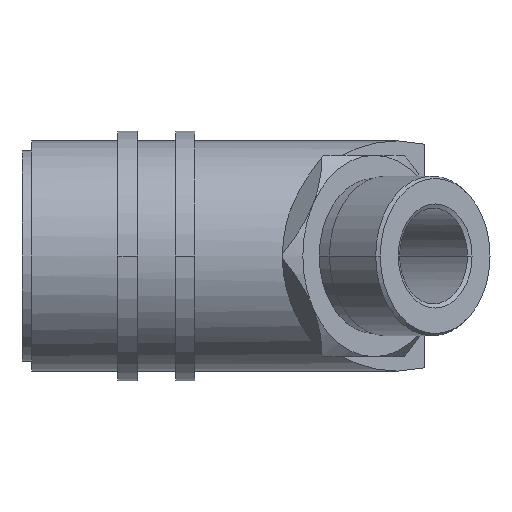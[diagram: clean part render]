
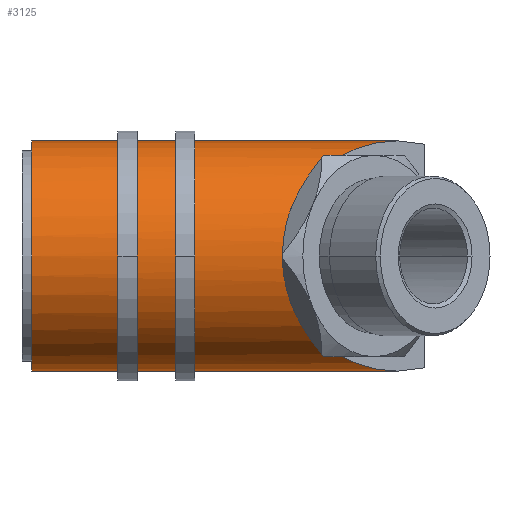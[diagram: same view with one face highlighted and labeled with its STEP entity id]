
A CAD part, front view. The second image highlights one B-rep face of the part: STEP entity #3125.
In plain terms, the highlighted cylindrical face has radius 12 mm (diameter 24 mm), a partial arc.
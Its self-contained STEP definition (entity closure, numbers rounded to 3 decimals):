
#18 = CIRCLE ( 'NONE', #3149, 12. ) ;
#140 = CARTESIAN_POINT ( 'NONE',  ( 36.911, -2.24, 12. ) ) ;
#183 = CARTESIAN_POINT ( 'NONE',  ( 34.756, -4.395, 11.389 ) ) ;
#235 = CARTESIAN_POINT ( 'NONE',  ( 32.849, -6.302, -10.212 ) ) ;
#474 = DIRECTION ( 'NONE',  ( 0., 0., 1. ) ) ;
#513 = EDGE_CURVE ( 'NONE', #7163, #2230, #2623, .T. ) ;
#615 = VECTOR ( 'NONE', #3366, 1000. ) ;
#1088 = CARTESIAN_POINT ( 'NONE',  ( 29.226, -9.925, -7.976 ) ) ;
#1222 =( BOUNDED_CURVE ( )  B_SPLINE_CURVE ( 3, ( #3282, #5378, #2584, #7569 ),
 .UNSPECIFIED., .F., .T. ) 
 B_SPLINE_CURVE_WITH_KNOTS ( ( 4, 4 ),
 ( 0., 1.018 ),
 .UNSPECIFIED. ) 
 CURVE ( )  GEOMETRIC_REPRESENTATION_ITEM ( )  RATIONAL_B_SPLINE_CURVE ( ( 1., 0.915, 0.915, 1. ) ) 
 REPRESENTATION_ITEM ( '' )  );
#1761 = CARTESIAN_POINT ( 'NONE',  ( 36.911, -2.24, -12. ) ) ;
#1917 = CARTESIAN_POINT ( 'NONE',  ( 1., 0., 0. ) ) ;
#1926 = EDGE_CURVE ( 'NONE', #4423, #8939, #5618, .T. ) ;
#2060 = EDGE_CURVE ( 'NONE', #2230, #4004, #18, .T. ) ;
#2230 = VERTEX_POINT ( 'NONE', #4324 ) ;
#2425 = ORIENTED_EDGE ( 'NONE', *, *, #8877, .T. ) ;
#2503 = ORIENTED_EDGE ( 'NONE', *, *, #3135, .T. ) ;
#2584 = CARTESIAN_POINT ( 'NONE',  ( 29.226, -9.925, 7.976 ) ) ;
#2589 = CARTESIAN_POINT ( 'NONE',  ( 1., 0., 12. ) ) ;
#2623 = LINE ( 'NONE', #2807, #615 ) ;
#2807 = CARTESIAN_POINT ( 'NONE',  ( 0., 0., -12. ) ) ;
#2928 = CARTESIAN_POINT ( 'NONE',  ( 32.849, -6.302, 10.212 ) ) ;
#2974 = CARTESIAN_POINT ( 'NONE',  ( 39.151, 0., 12. ) ) ;
#3057 = CARTESIAN_POINT ( 'NONE',  ( 39.151, 0., -12. ) ) ;
#3125 = ADVANCED_FACE ( 'NONE', ( #8925 ), #5297, .T. ) ;
#3135 = EDGE_CURVE ( 'NONE', #7163, #4423, #6685, .T. ) ;
#3149 = AXIS2_PLACEMENT_3D ( 'NONE', #1917, #7031, #474 ) ;
#3196 = CARTESIAN_POINT ( 'NONE',  ( 32.849, -6.302, -10.212 ) ) ;
#3282 = CARTESIAN_POINT ( 'NONE',  ( 27.151, -12., 0. ) ) ;
#3366 = DIRECTION ( 'NONE',  ( -1., 0., 0. ) ) ;
#3371 = ORIENTED_EDGE ( 'NONE', *, *, #6549, .T. ) ;
#3558 = DIRECTION ( 'NONE',  ( -1., 0., 0. ) ) ;
#4004 = VERTEX_POINT ( 'NONE', #2589 ) ;
#4324 = CARTESIAN_POINT ( 'NONE',  ( 1., 0., -12. ) ) ;
#4423 = VERTEX_POINT ( 'NONE', #235 ) ;
#4704 = CARTESIAN_POINT ( 'NONE',  ( 27.151, -12., -4.258 ) ) ;
#5297 = CYLINDRICAL_SURFACE ( 'NONE', #7657, 12. ) ;
#5378 = CARTESIAN_POINT ( 'NONE',  ( 27.151, -12., 4.258 ) ) ;
#5432 = CARTESIAN_POINT ( 'NONE',  ( 0., 0., 12. ) ) ;
#5471 = DIRECTION ( 'NONE',  ( 0., 0., 1. ) ) ;
#5588 = CARTESIAN_POINT ( 'NONE',  ( 32.849, -6.302, 10.212 ) ) ;
#5618 =( BOUNDED_CURVE ( )  B_SPLINE_CURVE ( 3, ( #8070, #1088, #4704, #6062 ),
 .UNSPECIFIED., .F., .T. ) 
 B_SPLINE_CURVE_WITH_KNOTS ( ( 4, 4 ),
 ( 5.265, 6.283 ),
 .UNSPECIFIED. ) 
 CURVE ( )  GEOMETRIC_REPRESENTATION_ITEM ( )  RATIONAL_B_SPLINE_CURVE ( ( 1., 0.915, 0.915, 1. ) ) 
 REPRESENTATION_ITEM ( '' )  );
#5682 = CARTESIAN_POINT ( 'NONE',  ( 39.151, 0., 12. ) ) ;
#5995 = CARTESIAN_POINT ( 'NONE',  ( 34.756, -4.395, -11.389 ) ) ;
#6062 = CARTESIAN_POINT ( 'NONE',  ( 27.151, -12., 0. ) ) ;
#6131 = LINE ( 'NONE', #5432, #8101 ) ;
#6399 = VERTEX_POINT ( 'NONE', #5588 ) ;
#6416 = ORIENTED_EDGE ( 'NONE', *, *, #513, .F. ) ;
#6549 = EDGE_CURVE ( 'NONE', #6399, #7925, #8580, .T. ) ;
#6584 = CARTESIAN_POINT ( 'NONE',  ( 27.151, -12., 0. ) ) ;
#6619 = EDGE_LOOP ( 'NONE', ( #6416, #2503, #7910, #7968, #3371, #2425, #7878 ) ) ;
#6685 =( BOUNDED_CURVE ( )  B_SPLINE_CURVE ( 3, ( #6783, #1761, #5995, #3196 ),
 .UNSPECIFIED., .F., .T. ) 
 B_SPLINE_CURVE_WITH_KNOTS ( ( 4, 4 ),
 ( 4.712, 5.265 ),
 .UNSPECIFIED. ) 
 CURVE ( )  GEOMETRIC_REPRESENTATION_ITEM ( )  RATIONAL_B_SPLINE_CURVE ( ( 1., 0.975, 0.975, 1. ) ) 
 REPRESENTATION_ITEM ( '' )  );
#6783 = CARTESIAN_POINT ( 'NONE',  ( 39.151, 0., -12. ) ) ;
#7031 = DIRECTION ( 'NONE',  ( -1., 0., 0. ) ) ;
#7163 = VERTEX_POINT ( 'NONE', #3057 ) ;
#7569 = CARTESIAN_POINT ( 'NONE',  ( 32.849, -6.302, 10.212 ) ) ;
#7657 = AXIS2_PLACEMENT_3D ( 'NONE', #8233, #8965, #5471 ) ;
#7878 = ORIENTED_EDGE ( 'NONE', *, *, #2060, .F. ) ;
#7910 = ORIENTED_EDGE ( 'NONE', *, *, #1926, .T. ) ;
#7925 = VERTEX_POINT ( 'NONE', #5682 ) ;
#7968 = ORIENTED_EDGE ( 'NONE', *, *, #8207, .T. ) ;
#8070 = CARTESIAN_POINT ( 'NONE',  ( 32.849, -6.302, -10.212 ) ) ;
#8101 = VECTOR ( 'NONE', #3558, 1000. ) ;
#8207 = EDGE_CURVE ( 'NONE', #8939, #6399, #1222, .T. ) ;
#8233 = CARTESIAN_POINT ( 'NONE',  ( 0., 0., 0. ) ) ;
#8580 =( BOUNDED_CURVE ( )  B_SPLINE_CURVE ( 3, ( #2928, #183, #140, #2974 ),
 .UNSPECIFIED., .F., .T. ) 
 B_SPLINE_CURVE_WITH_KNOTS ( ( 4, 4 ),
 ( 1.018, 1.571 ),
 .UNSPECIFIED. ) 
 CURVE ( )  GEOMETRIC_REPRESENTATION_ITEM ( )  RATIONAL_B_SPLINE_CURVE ( ( 1., 0.975, 0.975, 1. ) ) 
 REPRESENTATION_ITEM ( '' )  );
#8877 = EDGE_CURVE ( 'NONE', #7925, #4004, #6131, .T. ) ;
#8925 = FACE_OUTER_BOUND ( 'NONE', #6619, .T. ) ;
#8939 = VERTEX_POINT ( 'NONE', #6584 ) ;
#8965 = DIRECTION ( 'NONE',  ( -1., 0., 0. ) ) ;
